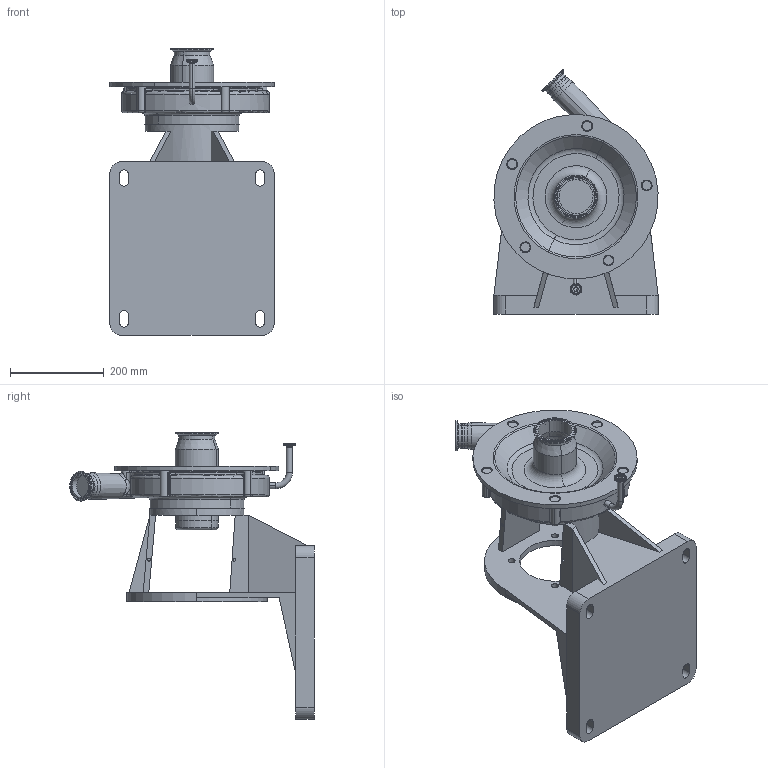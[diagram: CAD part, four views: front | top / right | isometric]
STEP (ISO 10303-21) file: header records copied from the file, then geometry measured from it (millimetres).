
FILE_DESCRIPTION (( 'STEP AP214' ), '1' );
FILE_NAME ('FP 3452 250TC 45L 1-2 IN ELBOW FRONT DRAIN.STEP', '2023-04-27T15:24:44', ( '' ), ( '' ), 'SwSTEP 2.0', 'SolidWorks 2023', '' );
FILE_SCHEMA (( 'AUTOMOTIVE_DESIGN' ));
Length unit declared in the file: millimetre
Products named in the file (1): FP 3452 250TC 45L 1-2 IN ELBOW FRONT DRAIN
Bounding box: 350 x 520.82 x 610.5 mm (x, y, z)
Volume: 14860186 mm3; surface area: 1099687.6 mm2
Topology: 1 solids, 3 shells, 410 faces, 991 edges, 598 vertices
Faces by surface type: cylinder 148, torus 100, plane 95, bspline 32, cone 31, sphere 4
Entity records: 14974 total; most frequent: CARTESIAN_POINT 5305, DIRECTION 2168, ORIENTED_EDGE 1964, EDGE_CURVE 982, AXIS2_PLACEMENT_3D 929, VERTEX_POINT 598, CIRCLE 550, EDGE_LOOP 460
